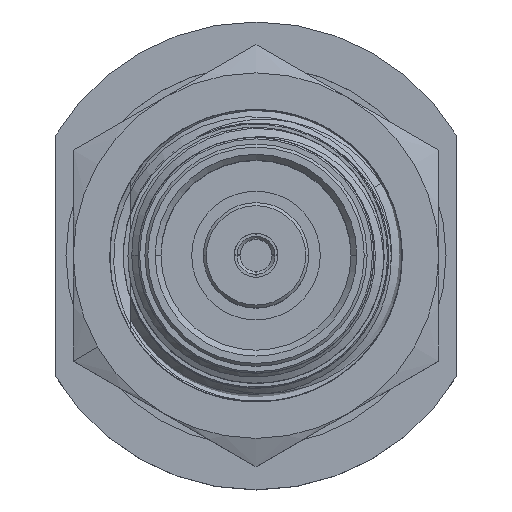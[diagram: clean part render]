
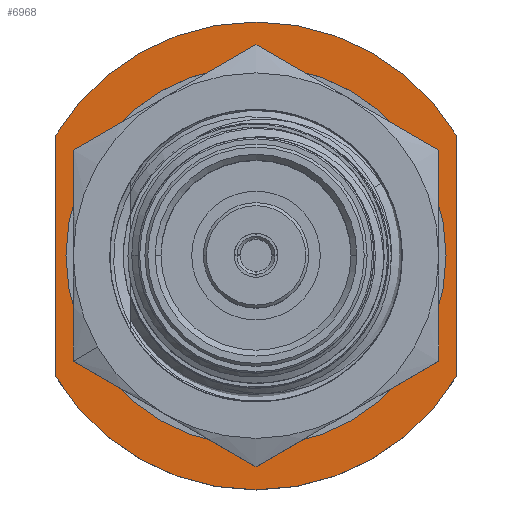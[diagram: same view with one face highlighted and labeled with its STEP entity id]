
A CAD part, top view. The second image highlights one B-rep face of the part: STEP entity #6968.
In plain terms, the highlighted face is planar.
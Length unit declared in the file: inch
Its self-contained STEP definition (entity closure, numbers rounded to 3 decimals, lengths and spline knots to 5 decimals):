
#93 = VERTEX_POINT ( 'NONE', #6076 ) ;
#861 = CARTESIAN_POINT ( 'NONE',  ( 0.714, 0.23044, -0.3435 ) ) ;
#1207 = VECTOR ( 'NONE', #8004, 39.37008 ) ;
#1452 = EDGE_CURVE ( 'NONE', #93, #9939, #10858, .T. ) ;
#1482 = EDGE_LOOP ( 'NONE', ( #16485, #16675, #13177, #11783 ) ) ;
#1743 = DIRECTION ( 'NONE',  ( 0., 0., 1. ) ) ;
#3216 = CARTESIAN_POINT ( 'NONE',  ( 0.714, 0.20496, -0.3435 ) ) ;
#3361 = AXIS2_PLACEMENT_3D ( 'NONE', #10352, #8688, #11569 ) ;
#3427 = DIRECTION ( 'NONE',  ( -1., 0., 0. ) ) ;
#3645 = VECTOR ( 'NONE', #12570, 39.37008 ) ;
#3692 = CARTESIAN_POINT ( 'NONE',  ( 0.714, 0., 0.325 ) ) ;
#4088 = ORIENTED_EDGE ( 'NONE', *, *, #1452, .F. ) ;
#6069 = FACE_BOUND ( 'NONE', #10746, .T. ) ;
#6076 = CARTESIAN_POINT ( 'NONE',  ( 0.714, 0., -0.325 ) ) ;
#6109 = CIRCLE ( 'NONE', #8506, 0.325 ) ;
#6246 = PLANE ( 'NONE',  #7294 ) ;
#6345 = CARTESIAN_POINT ( 'NONE',  ( 0.714, 0., 0. ) ) ;
#6968 = ADVANCED_FACE ( 'NONE', ( #6069, #17467 ), #6246, .F. ) ;
#7294 = AXIS2_PLACEMENT_3D ( 'NONE', #16424, #16063, #13348 ) ;
#7301 = AXIS2_PLACEMENT_3D ( 'NONE', #6345, #3427, #9156 ) ;
#7386 = DIRECTION ( 'NONE',  ( -1., 0., 0. ) ) ;
#7740 = AXIS2_PLACEMENT_3D ( 'NONE', #17377, #7386, #1743 ) ;
#8004 = DIRECTION ( 'NONE',  ( 0., 1., 0. ) ) ;
#8095 = EDGE_CURVE ( 'NONE', #9939, #93, #6109, .T. ) ;
#8395 = CARTESIAN_POINT ( 'NONE',  ( 0.714, 0., 0. ) ) ;
#8506 = AXIS2_PLACEMENT_3D ( 'NONE', #8395, #15615, #10916 ) ;
#8688 = DIRECTION ( 'NONE',  ( -1., 0., 0. ) ) ;
#9156 = DIRECTION ( 'NONE',  ( 0., 0., 1. ) ) ;
#9504 = ORIENTED_EDGE ( 'NONE', *, *, #8095, .F. ) ;
#9939 = VERTEX_POINT ( 'NONE', #3692 ) ;
#9984 = LINE ( 'NONE', #18294, #3645 ) ;
#10352 = CARTESIAN_POINT ( 'NONE',  ( 0.714, 0., 0. ) ) ;
#10746 = EDGE_LOOP ( 'NONE', ( #9504, #4088 ) ) ;
#10858 = CIRCLE ( 'NONE', #7301, 0.325 ) ;
#10916 = DIRECTION ( 'NONE',  ( 0., 0., 1. ) ) ;
#11003 = CARTESIAN_POINT ( 'NONE',  ( 0.714, 0.20496, 0.3435 ) ) ;
#11569 = DIRECTION ( 'NONE',  ( 0., 0., 1. ) ) ;
#11783 = ORIENTED_EDGE ( 'NONE', *, *, #17673, .T. ) ;
#12195 = EDGE_CURVE ( 'NONE', #16766, #13769, #14628, .T. ) ;
#12570 = DIRECTION ( 'NONE',  ( 0., -1., 0. ) ) ;
#12600 = VERTEX_POINT ( 'NONE', #13824 ) ;
#13177 = ORIENTED_EDGE ( 'NONE', *, *, #15423, .F. ) ;
#13348 = DIRECTION ( 'NONE',  ( 0., 0., -1. ) ) ;
#13769 = VERTEX_POINT ( 'NONE', #3216 ) ;
#13824 = CARTESIAN_POINT ( 'NONE',  ( 0.714, -0.20496, -0.3435 ) ) ;
#14297 = CARTESIAN_POINT ( 'NONE',  ( 0.714, -0.20496, 0.3435 ) ) ;
#14628 = CIRCLE ( 'NONE', #7740, 0.4 ) ;
#14735 = CIRCLE ( 'NONE', #3361, 0.4 ) ;
#15131 = LINE ( 'NONE', #861, #1207 ) ;
#15132 = EDGE_CURVE ( 'NONE', #16766, #15193, #9984, .T. ) ;
#15193 = VERTEX_POINT ( 'NONE', #14297 ) ;
#15423 = EDGE_CURVE ( 'NONE', #12600, #13769, #15131, .T. ) ;
#15615 = DIRECTION ( 'NONE',  ( -1., 0., 0. ) ) ;
#16063 = DIRECTION ( 'NONE',  ( 1., 0., 0. ) ) ;
#16424 = CARTESIAN_POINT ( 'NONE',  ( 0.714, 0.23044, 0. ) ) ;
#16485 = ORIENTED_EDGE ( 'NONE', *, *, #15132, .F. ) ;
#16675 = ORIENTED_EDGE ( 'NONE', *, *, #12195, .T. ) ;
#16766 = VERTEX_POINT ( 'NONE', #11003 ) ;
#17377 = CARTESIAN_POINT ( 'NONE',  ( 0.714, 0., 0. ) ) ;
#17467 = FACE_OUTER_BOUND ( 'NONE', #1482, .T. ) ;
#17673 = EDGE_CURVE ( 'NONE', #12600, #15193, #14735, .T. ) ;
#18294 = CARTESIAN_POINT ( 'NONE',  ( 0.714, 0.23044, 0.3435 ) ) ;
